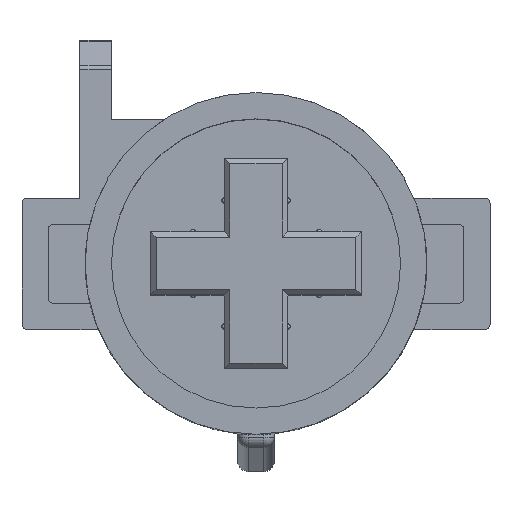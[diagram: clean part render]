
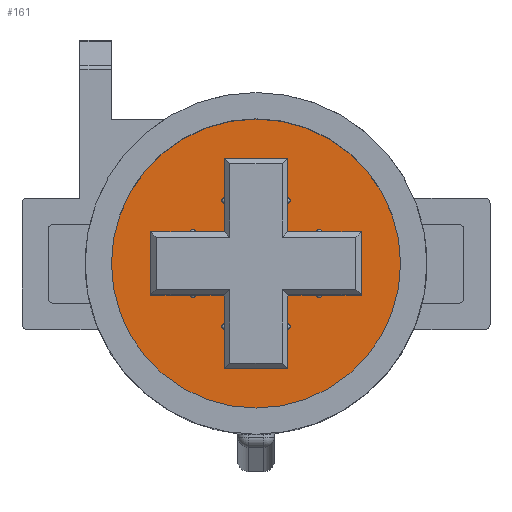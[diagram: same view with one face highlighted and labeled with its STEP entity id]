
A CAD part, top view. The second image highlights one B-rep face of the part: STEP entity #161.
In plain terms, the highlighted planar face has unit normal (0, 0, 1).
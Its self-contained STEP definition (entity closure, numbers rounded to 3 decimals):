
#22 = VERTEX_POINT('',#23);
#23 = CARTESIAN_POINT('',(-0.6,2.,1.8));
#31 = EDGE_CURVE('',#32,#22,#34,.T.);
#32 = VERTEX_POINT('',#33);
#33 = CARTESIAN_POINT('',(-0.6,1.25,1.8));
#34 = LINE('',#35,#36);
#35 = CARTESIAN_POINT('',(-0.6,0.6,1.8));
#36 = VECTOR('',#37,1.);
#37 = DIRECTION('',(0.,1.,0.));
#66 = VERTEX_POINT('',#67);
#67 = CARTESIAN_POINT('',(-0.6,1.15,1.8));
#73 = EDGE_CURVE('',#74,#66,#76,.T.);
#74 = VERTEX_POINT('',#75);
#75 = CARTESIAN_POINT('',(-0.6,0.6,1.8));
#76 = LINE('',#77,#78);
#77 = CARTESIAN_POINT('',(-0.6,0.6,1.8));
#78 = VECTOR('',#79,1.);
#79 = DIRECTION('',(0.,1.,0.));
#104 = VERTEX_POINT('',#105);
#105 = CARTESIAN_POINT('',(0.6,2.,1.8));
#113 = EDGE_CURVE('',#22,#104,#114,.T.);
#114 = LINE('',#115,#116);
#115 = CARTESIAN_POINT('',(-0.6,2.,1.8));
#116 = VECTOR('',#117,1.);
#117 = DIRECTION('',(1.,0.,0.));
#161 = ADVANCED_FACE('',(#162,#173),#382,.T.);
#162 = FACE_BOUND('',#163,.T.);
#163 = EDGE_LOOP('',(#164));
#164 = ORIENTED_EDGE('',*,*,#165,.T.);
#165 = EDGE_CURVE('',#166,#166,#168,.T.);
#166 = VERTEX_POINT('',#167);
#167 = CARTESIAN_POINT('',(2.75,0.,1.8));
#168 = CIRCLE('',#169,2.75);
#169 = AXIS2_PLACEMENT_3D('',#170,#171,#172);
#170 = CARTESIAN_POINT('',(0.,0.,1.8));
#171 = DIRECTION('',(0.,0.,1.));
#172 = DIRECTION('',(1.,0.,0.));
#173 = FACE_BOUND('',#174,.T.);
#174 = EDGE_LOOP('',(#175,#176,#177,#185,#194,#202,#210,#219,#227,#235,
    #243,#252,#260,#268,#277,#285,#293,#301,#310,#318,#326,#335,#343,
    #351,#359,#368,#374,#375));
#175 = ORIENTED_EDGE('',*,*,#31,.T.);
#176 = ORIENTED_EDGE('',*,*,#113,.T.);
#177 = ORIENTED_EDGE('',*,*,#178,.T.);
#178 = EDGE_CURVE('',#104,#179,#181,.T.);
#179 = VERTEX_POINT('',#180);
#180 = CARTESIAN_POINT('',(0.6,1.25,1.8));
#181 = LINE('',#182,#183);
#182 = CARTESIAN_POINT('',(0.6,2.,1.8));
#183 = VECTOR('',#184,1.);
#184 = DIRECTION('',(0.,-1.,0.));
#185 = ORIENTED_EDGE('',*,*,#186,.F.);
#186 = EDGE_CURVE('',#187,#179,#189,.T.);
#187 = VERTEX_POINT('',#188);
#188 = CARTESIAN_POINT('',(0.6,1.15,1.8));
#189 = CIRCLE('',#190,0.05);
#190 = AXIS2_PLACEMENT_3D('',#191,#192,#193);
#191 = CARTESIAN_POINT('',(0.6,1.2,1.8));
#192 = DIRECTION('',(0.,0.,1.));
#193 = DIRECTION('',(-1.,0.,0.));
#194 = ORIENTED_EDGE('',*,*,#195,.T.);
#195 = EDGE_CURVE('',#187,#196,#198,.T.);
#196 = VERTEX_POINT('',#197);
#197 = CARTESIAN_POINT('',(0.6,0.6,1.8));
#198 = LINE('',#199,#200);
#199 = CARTESIAN_POINT('',(0.6,2.,1.8));
#200 = VECTOR('',#201,1.);
#201 = DIRECTION('',(0.,-1.,0.));
#202 = ORIENTED_EDGE('',*,*,#203,.T.);
#203 = EDGE_CURVE('',#196,#204,#206,.T.);
#204 = VERTEX_POINT('',#205);
#205 = CARTESIAN_POINT('',(1.15,0.6,1.8));
#206 = LINE('',#207,#208);
#207 = CARTESIAN_POINT('',(0.6,0.6,1.8));
#208 = VECTOR('',#209,1.);
#209 = DIRECTION('',(1.,0.,0.));
#210 = ORIENTED_EDGE('',*,*,#211,.F.);
#211 = EDGE_CURVE('',#212,#204,#214,.T.);
#212 = VERTEX_POINT('',#213);
#213 = CARTESIAN_POINT('',(1.25,0.6,1.8));
#214 = CIRCLE('',#215,0.05);
#215 = AXIS2_PLACEMENT_3D('',#216,#217,#218);
#216 = CARTESIAN_POINT('',(1.2,0.6,1.8));
#217 = DIRECTION('',(-0.,0.,1.));
#218 = DIRECTION('',(0.,-1.,0.));
#219 = ORIENTED_EDGE('',*,*,#220,.T.);
#220 = EDGE_CURVE('',#212,#221,#223,.T.);
#221 = VERTEX_POINT('',#222);
#222 = CARTESIAN_POINT('',(2.,0.6,1.8));
#223 = LINE('',#224,#225);
#224 = CARTESIAN_POINT('',(0.6,0.6,1.8));
#225 = VECTOR('',#226,1.);
#226 = DIRECTION('',(1.,0.,0.));
#227 = ORIENTED_EDGE('',*,*,#228,.T.);
#228 = EDGE_CURVE('',#221,#229,#231,.T.);
#229 = VERTEX_POINT('',#230);
#230 = CARTESIAN_POINT('',(2.,-0.6,1.8));
#231 = LINE('',#232,#233);
#232 = CARTESIAN_POINT('',(2.,0.6,1.8));
#233 = VECTOR('',#234,1.);
#234 = DIRECTION('',(0.,-1.,0.));
#235 = ORIENTED_EDGE('',*,*,#236,.T.);
#236 = EDGE_CURVE('',#229,#237,#239,.T.);
#237 = VERTEX_POINT('',#238);
#238 = CARTESIAN_POINT('',(1.25,-0.6,1.8));
#239 = LINE('',#240,#241);
#240 = CARTESIAN_POINT('',(2.,-0.6,1.8));
#241 = VECTOR('',#242,1.);
#242 = DIRECTION('',(-1.,0.,0.));
#243 = ORIENTED_EDGE('',*,*,#244,.F.);
#244 = EDGE_CURVE('',#245,#237,#247,.T.);
#245 = VERTEX_POINT('',#246);
#246 = CARTESIAN_POINT('',(1.15,-0.6,1.8));
#247 = CIRCLE('',#248,0.05);
#248 = AXIS2_PLACEMENT_3D('',#249,#250,#251);
#249 = CARTESIAN_POINT('',(1.2,-0.6,1.8));
#250 = DIRECTION('',(0.,0.,1.));
#251 = DIRECTION('',(0.,1.,0.));
#252 = ORIENTED_EDGE('',*,*,#253,.T.);
#253 = EDGE_CURVE('',#245,#254,#256,.T.);
#254 = VERTEX_POINT('',#255);
#255 = CARTESIAN_POINT('',(0.6,-0.6,1.8));
#256 = LINE('',#257,#258);
#257 = CARTESIAN_POINT('',(2.,-0.6,1.8));
#258 = VECTOR('',#259,1.);
#259 = DIRECTION('',(-1.,0.,0.));
#260 = ORIENTED_EDGE('',*,*,#261,.T.);
#261 = EDGE_CURVE('',#254,#262,#264,.T.);
#262 = VERTEX_POINT('',#263);
#263 = CARTESIAN_POINT('',(0.6,-1.15,1.8));
#264 = LINE('',#265,#266);
#265 = CARTESIAN_POINT('',(0.6,-0.6,1.8));
#266 = VECTOR('',#267,1.);
#267 = DIRECTION('',(0.,-1.,0.));
#268 = ORIENTED_EDGE('',*,*,#269,.F.);
#269 = EDGE_CURVE('',#270,#262,#272,.T.);
#270 = VERTEX_POINT('',#271);
#271 = CARTESIAN_POINT('',(0.6,-1.25,1.8));
#272 = CIRCLE('',#273,0.05);
#273 = AXIS2_PLACEMENT_3D('',#274,#275,#276);
#274 = CARTESIAN_POINT('',(0.6,-1.2,1.8));
#275 = DIRECTION('',(0.,0.,1.));
#276 = DIRECTION('',(-1.,0.,0.));
#277 = ORIENTED_EDGE('',*,*,#278,.T.);
#278 = EDGE_CURVE('',#270,#279,#281,.T.);
#279 = VERTEX_POINT('',#280);
#280 = CARTESIAN_POINT('',(0.6,-2.,1.8));
#281 = LINE('',#282,#283);
#282 = CARTESIAN_POINT('',(0.6,-0.6,1.8));
#283 = VECTOR('',#284,1.);
#284 = DIRECTION('',(0.,-1.,0.));
#285 = ORIENTED_EDGE('',*,*,#286,.T.);
#286 = EDGE_CURVE('',#279,#287,#289,.T.);
#287 = VERTEX_POINT('',#288);
#288 = CARTESIAN_POINT('',(-0.6,-2.,1.8));
#289 = LINE('',#290,#291);
#290 = CARTESIAN_POINT('',(0.6,-2.,1.8));
#291 = VECTOR('',#292,1.);
#292 = DIRECTION('',(-1.,0.,0.));
#293 = ORIENTED_EDGE('',*,*,#294,.T.);
#294 = EDGE_CURVE('',#287,#295,#297,.T.);
#295 = VERTEX_POINT('',#296);
#296 = CARTESIAN_POINT('',(-0.6,-1.25,1.8));
#297 = LINE('',#298,#299);
#298 = CARTESIAN_POINT('',(-0.6,-2.,1.8));
#299 = VECTOR('',#300,1.);
#300 = DIRECTION('',(0.,1.,0.));
#301 = ORIENTED_EDGE('',*,*,#302,.F.);
#302 = EDGE_CURVE('',#303,#295,#305,.T.);
#303 = VERTEX_POINT('',#304);
#304 = CARTESIAN_POINT('',(-0.6,-1.15,1.8));
#305 = CIRCLE('',#306,0.05);
#306 = AXIS2_PLACEMENT_3D('',#307,#308,#309);
#307 = CARTESIAN_POINT('',(-0.6,-1.2,1.8));
#308 = DIRECTION('',(0.,0.,1.));
#309 = DIRECTION('',(1.,0.,0.));
#310 = ORIENTED_EDGE('',*,*,#311,.T.);
#311 = EDGE_CURVE('',#303,#312,#314,.T.);
#312 = VERTEX_POINT('',#313);
#313 = CARTESIAN_POINT('',(-0.6,-0.6,1.8));
#314 = LINE('',#315,#316);
#315 = CARTESIAN_POINT('',(-0.6,-2.,1.8));
#316 = VECTOR('',#317,1.);
#317 = DIRECTION('',(0.,1.,0.));
#318 = ORIENTED_EDGE('',*,*,#319,.T.);
#319 = EDGE_CURVE('',#312,#320,#322,.T.);
#320 = VERTEX_POINT('',#321);
#321 = CARTESIAN_POINT('',(-1.15,-0.6,1.8));
#322 = LINE('',#323,#324);
#323 = CARTESIAN_POINT('',(-0.6,-0.6,1.8));
#324 = VECTOR('',#325,1.);
#325 = DIRECTION('',(-1.,0.,0.));
#326 = ORIENTED_EDGE('',*,*,#327,.F.);
#327 = EDGE_CURVE('',#328,#320,#330,.T.);
#328 = VERTEX_POINT('',#329);
#329 = CARTESIAN_POINT('',(-1.25,-0.6,1.8));
#330 = CIRCLE('',#331,0.05);
#331 = AXIS2_PLACEMENT_3D('',#332,#333,#334);
#332 = CARTESIAN_POINT('',(-1.2,-0.6,1.8));
#333 = DIRECTION('',(0.,0.,1.));
#334 = DIRECTION('',(0.,1.,0.));
#335 = ORIENTED_EDGE('',*,*,#336,.T.);
#336 = EDGE_CURVE('',#328,#337,#339,.T.);
#337 = VERTEX_POINT('',#338);
#338 = CARTESIAN_POINT('',(-2.,-0.6,1.8));
#339 = LINE('',#340,#341);
#340 = CARTESIAN_POINT('',(-0.6,-0.6,1.8));
#341 = VECTOR('',#342,1.);
#342 = DIRECTION('',(-1.,0.,0.));
#343 = ORIENTED_EDGE('',*,*,#344,.T.);
#344 = EDGE_CURVE('',#337,#345,#347,.T.);
#345 = VERTEX_POINT('',#346);
#346 = CARTESIAN_POINT('',(-2.,0.6,1.8));
#347 = LINE('',#348,#349);
#348 = CARTESIAN_POINT('',(-2.,-0.6,1.8));
#349 = VECTOR('',#350,1.);
#350 = DIRECTION('',(0.,1.,0.));
#351 = ORIENTED_EDGE('',*,*,#352,.T.);
#352 = EDGE_CURVE('',#345,#353,#355,.T.);
#353 = VERTEX_POINT('',#354);
#354 = CARTESIAN_POINT('',(-1.25,0.6,1.8));
#355 = LINE('',#356,#357);
#356 = CARTESIAN_POINT('',(-2.,0.6,1.8));
#357 = VECTOR('',#358,1.);
#358 = DIRECTION('',(1.,0.,0.));
#359 = ORIENTED_EDGE('',*,*,#360,.F.);
#360 = EDGE_CURVE('',#361,#353,#363,.T.);
#361 = VERTEX_POINT('',#362);
#362 = CARTESIAN_POINT('',(-1.15,0.6,1.8));
#363 = CIRCLE('',#364,0.05);
#364 = AXIS2_PLACEMENT_3D('',#365,#366,#367);
#365 = CARTESIAN_POINT('',(-1.2,0.6,1.8));
#366 = DIRECTION('',(-0.,0.,1.));
#367 = DIRECTION('',(0.,-1.,0.));
#368 = ORIENTED_EDGE('',*,*,#369,.T.);
#369 = EDGE_CURVE('',#361,#74,#370,.T.);
#370 = LINE('',#371,#372);
#371 = CARTESIAN_POINT('',(-2.,0.6,1.8));
#372 = VECTOR('',#373,1.);
#373 = DIRECTION('',(1.,0.,0.));
#374 = ORIENTED_EDGE('',*,*,#73,.T.);
#375 = ORIENTED_EDGE('',*,*,#376,.F.);
#376 = EDGE_CURVE('',#32,#66,#377,.T.);
#377 = CIRCLE('',#378,0.05);
#378 = AXIS2_PLACEMENT_3D('',#379,#380,#381);
#379 = CARTESIAN_POINT('',(-0.6,1.2,1.8));
#380 = DIRECTION('',(0.,0.,1.));
#381 = DIRECTION('',(1.,0.,0.));
#382 = PLANE('',#383);
#383 = AXIS2_PLACEMENT_3D('',#384,#385,#386);
#384 = CARTESIAN_POINT('',(0.,0.,1.8));
#385 = DIRECTION('',(0.,0.,1.));
#386 = DIRECTION('',(1.,0.,0.));
